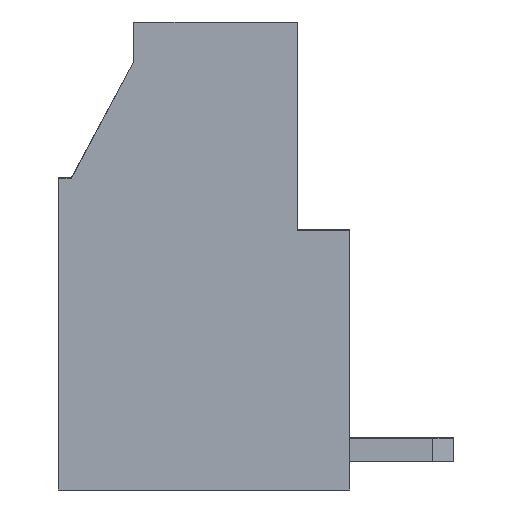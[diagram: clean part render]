
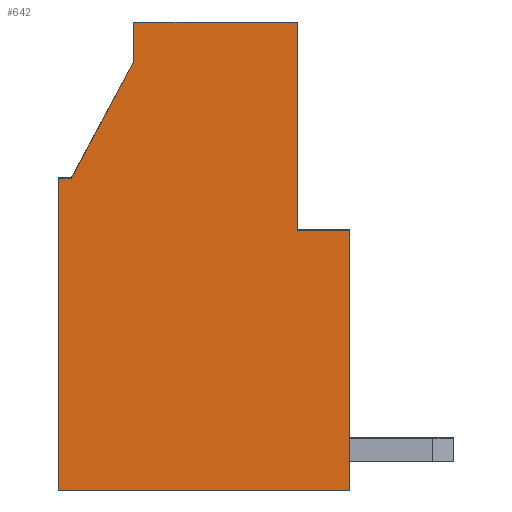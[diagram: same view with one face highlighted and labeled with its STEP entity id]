
A CAD part, front view. The second image highlights one B-rep face of the part: STEP entity #642.
In plain terms, the highlighted planar face has unit normal (0, -1, 0).
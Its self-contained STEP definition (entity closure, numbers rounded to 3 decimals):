
#642 = ADVANCED_FACE( '', ( #1359 ), #1360, .F. );
#1359 = FACE_OUTER_BOUND( '', #2164, .T. );
#1360 = PLANE( '', #2165 );
#2164 = EDGE_LOOP( '', ( #3923, #3924, #3925, #3926, #3927, #3928, #3929, #3930, #3931 ) );
#2165 = AXIS2_PLACEMENT_3D( '', #3932, #3933, #3934 );
#3923 = ORIENTED_EDGE( '', *, *, #5557, .T. );
#3924 = ORIENTED_EDGE( '', *, *, #5424, .T. );
#3925 = ORIENTED_EDGE( '', *, *, #5315, .T. );
#3926 = ORIENTED_EDGE( '', *, *, #5661, .T. );
#3927 = ORIENTED_EDGE( '', *, *, #5662, .T. );
#3928 = ORIENTED_EDGE( '', *, *, #5142, .T. );
#3929 = ORIENTED_EDGE( '', *, *, #5137, .F. );
#3930 = ORIENTED_EDGE( '', *, *, #5128, .F. );
#3931 = ORIENTED_EDGE( '', *, *, #5663, .F. );
#3932 = CARTESIAN_POINT( '', ( 12.32, -2.5, -5.26 ) );
#3933 = DIRECTION( '', ( 0., 1., 0. ) );
#3934 = DIRECTION( '', ( 1., 0., 0. ) );
#5128 = EDGE_CURVE( '', #6240, #6242, #6243, .T. );
#5137 = EDGE_CURVE( '', #6242, #6257, #6258, .T. );
#5142 = EDGE_CURVE( '', #6265, #6257, #6266, .T. );
#5315 = EDGE_CURVE( '', #6543, #6552, #6554, .T. );
#5424 = EDGE_CURVE( '', #6722, #6543, #6723, .T. );
#5557 = EDGE_CURVE( '', #6919, #6722, #6920, .T. );
#5661 = EDGE_CURVE( '', #6552, #7062, #7063, .T. );
#5662 = EDGE_CURVE( '', #7062, #6265, #7064, .T. );
#5663 = EDGE_CURVE( '', #6919, #6240, #7065, .T. );
#6240 = VERTEX_POINT( '', #7821 );
#6242 = VERTEX_POINT( '', #7824 );
#6243 = LINE( '', #7825, #7826 );
#6257 = VERTEX_POINT( '', #7846 );
#6258 = LINE( '', #7847, #7848 );
#6265 = VERTEX_POINT( '', #7857 );
#6266 = LINE( '', #7858, #7859 );
#6543 = VERTEX_POINT( '', #8269 );
#6552 = VERTEX_POINT( '', #8283 );
#6554 = LINE( '', #8286, #8287 );
#6722 = VERTEX_POINT( '', #8539 );
#6723 = LINE( '', #8540, #8541 );
#6919 = VERTEX_POINT( '', #8837 );
#6920 = LINE( '', #8838, #8839 );
#7062 = VERTEX_POINT( '', #9045 );
#7063 = LINE( '', #9046, #9047 );
#7064 = LINE( '', #9048, #9049 );
#7065 = LINE( '', #9050, #9051 );
#7821 = CARTESIAN_POINT( '', ( 0.5, -2.5, 12. ) );
#7824 = CARTESIAN_POINT( '', ( 2.9, -2.5, 16.5 ) );
#7825 = CARTESIAN_POINT( '', ( -6.433, -2.5, -1. ) );
#7826 = VECTOR( '', #9562, 1000. );
#7846 = CARTESIAN_POINT( '', ( 2.9, -2.5, 18. ) );
#7847 = CARTESIAN_POINT( '', ( 2.9, -2.5, -1. ) );
#7848 = VECTOR( '', #9569, 1000. );
#7857 = CARTESIAN_POINT( '', ( 9.2, -2.5, 18. ) );
#7858 = CARTESIAN_POINT( '', ( 5.35, -2.5, 18. ) );
#7859 = VECTOR( '', #9575, 1000. );
#8269 = CARTESIAN_POINT( '', ( 11.2, -2.5, 0. ) );
#8283 = CARTESIAN_POINT( '', ( 11.2, -2.5, 10. ) );
#8286 = CARTESIAN_POINT( '', ( 11.2, -2.5, -1. ) );
#8287 = VECTOR( '', #9724, 1000. );
#8539 = CARTESIAN_POINT( '', ( 0., -2.5, 0. ) );
#8540 = CARTESIAN_POINT( '', ( 5.35, -2.5, 0. ) );
#8541 = VECTOR( '', #9815, 1000. );
#8837 = CARTESIAN_POINT( '', ( 0., -2.5, 12. ) );
#8838 = CARTESIAN_POINT( '', ( 0., -2.5, -1. ) );
#8839 = VECTOR( '', #9934, 1000. );
#9045 = CARTESIAN_POINT( '', ( 9.2, -2.5, 10. ) );
#9046 = CARTESIAN_POINT( '', ( 5.35, -2.5, 10. ) );
#9047 = VECTOR( '', #10026, 1000. );
#9048 = CARTESIAN_POINT( '', ( 9.2, -2.5, -1. ) );
#9049 = VECTOR( '', #10027, 1000. );
#9050 = CARTESIAN_POINT( '', ( 5.35, -2.5, 12. ) );
#9051 = VECTOR( '', #10028, 1000. );
#9562 = DIRECTION( '', ( 0.471, 0., 0.882 ) );
#9569 = DIRECTION( '', ( 0., 0., 1. ) );
#9575 = DIRECTION( '', ( -1., 0., 0. ) );
#9724 = DIRECTION( '', ( 0., 0., 1. ) );
#9815 = DIRECTION( '', ( 1., 0., 0. ) );
#9934 = DIRECTION( '', ( 0., 0., -1. ) );
#10026 = DIRECTION( '', ( -1., 0., 0. ) );
#10027 = DIRECTION( '', ( 0., 0., 1. ) );
#10028 = DIRECTION( '', ( 1., 0., 0. ) );
